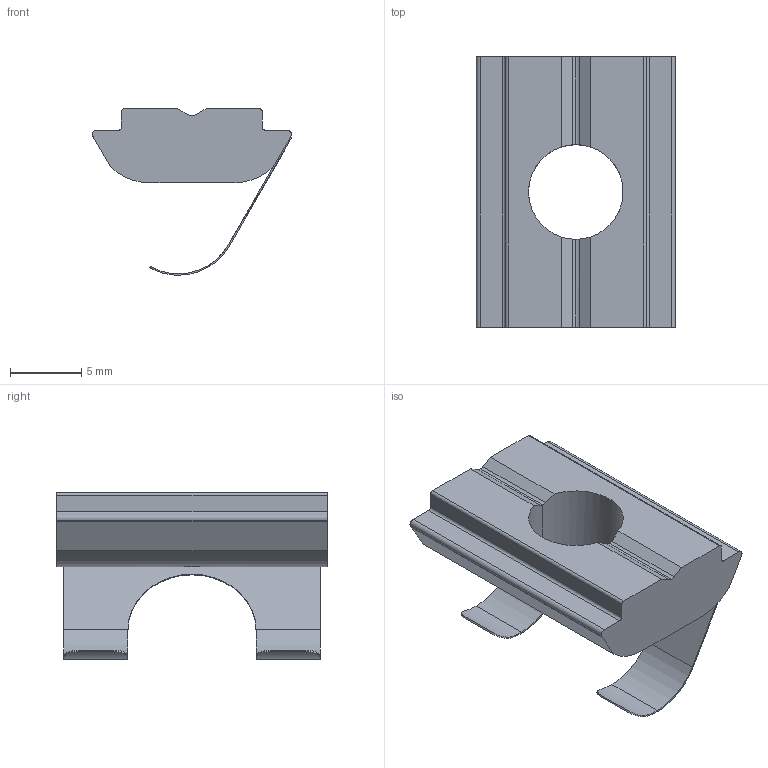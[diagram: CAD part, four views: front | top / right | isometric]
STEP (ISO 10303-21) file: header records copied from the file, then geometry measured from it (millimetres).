
FILE_DESCRIPTION (( 'STEP AP203' ), '1' );
FILE_NAME ('412529300_c_1.STEP', '2022-08-10T12:01:53', ( '' ), ( '' ), 'SwSTEP 2.0', 'SolidWorks 2014', '' );
FILE_SCHEMA (( 'CONFIG_CONTROL_DESIGN' ));
Length unit declared in the file: millimetre
Products named in the file (1): 412529300_c_1
Bounding box: 14.02 x 19 x 11.7 mm (x, y, z)
Volume: 951.9 mm3; surface area: 1096.5 mm2
Topology: 1 solids, 1 shells, 54 faces, 156 edges, 102 vertices
Faces by surface type: cylinder 28, plane 26
Entity records: 1937 total; most frequent: CARTESIAN_POINT 439, ORIENTED_EDGE 312, DIRECTION 290, EDGE_CURVE 156, VERTEX_POINT 102, AXIS2_PLACEMENT_3D 101, VECTOR 88, LINE 88
